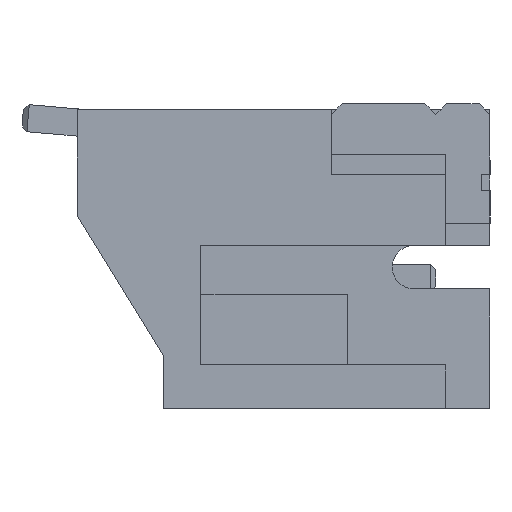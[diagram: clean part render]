
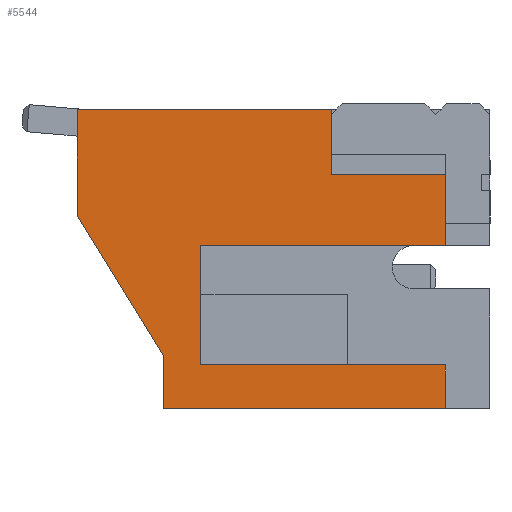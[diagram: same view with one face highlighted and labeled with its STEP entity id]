
A CAD part, left-side view. The second image highlights one B-rep face of the part: STEP entity #5544.
In plain terms, the highlighted planar face has unit normal (-1, 0, 0).
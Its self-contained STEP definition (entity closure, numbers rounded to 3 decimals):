
#53 = VERTEX_POINT ( 'NONE', #2471 ) ;
#395 = CARTESIAN_POINT ( 'NONE',  ( -0.75, 2.06, 6.14 ) ) ;
#406 = VERTEX_POINT ( 'NONE', #13852 ) ;
#527 = VECTOR ( 'NONE', #7990, 1000. ) ;
#529 = DIRECTION ( 'NONE',  ( 0., -1., 0. ) ) ;
#1074 = CARTESIAN_POINT ( 'NONE',  ( -0.75, 0.11, 6.14 ) ) ;
#1152 = ORIENTED_EDGE ( 'NONE', *, *, #9127, .T. ) ;
#1192 = DIRECTION ( 'NONE',  ( 0., 0., -1. ) ) ;
#1284 = DIRECTION ( 'NONE',  ( 0., 0.852, -0.524 ) ) ;
#1307 = VECTOR ( 'NONE', #10227, 1000. ) ;
#1380 = EDGE_CURVE ( 'NONE', #7019, #7805, #4323, .T. ) ;
#1632 = VERTEX_POINT ( 'NONE', #9869 ) ;
#1668 = EDGE_CURVE ( 'NONE', #13117, #7019, #1925, .T. ) ;
#1803 = VECTOR ( 'NONE', #7087, 1000. ) ;
#1924 = CARTESIAN_POINT ( 'NONE',  ( -0.75, 2.06, 6.14 ) ) ;
#1925 = LINE ( 'NONE', #6424, #10156 ) ;
#1958 = ORIENTED_EDGE ( 'NONE', *, *, #14203, .T. ) ;
#2195 = VERTEX_POINT ( 'NONE', #7861 ) ;
#2215 = CARTESIAN_POINT ( 'NONE',  ( -0.75, 4.66, 4.54 ) ) ;
#2381 = DIRECTION ( 'NONE',  ( 0., 0., -1. ) ) ;
#2471 = CARTESIAN_POINT ( 'NONE',  ( -0.75, 2.61, -0.64 ) ) ;
#2825 = VERTEX_POINT ( 'NONE', #13195 ) ;
#3468 = CARTESIAN_POINT ( 'NONE',  ( -0.75, 5.61, -0.64 ) ) ;
#3579 = VECTOR ( 'NONE', #8218, 1000. ) ;
#3598 = LINE ( 'NONE', #5529, #6779 ) ;
#3895 = PLANE ( 'NONE',  #9830 ) ;
#4254 = CARTESIAN_POINT ( 'NONE',  ( -0.75, 2.61, -0.64 ) ) ;
#4288 = LINE ( 'NONE', #8785, #7987 ) ;
#4323 = LINE ( 'NONE', #12347, #11759 ) ;
#4465 = CARTESIAN_POINT ( 'NONE',  ( -0.75, 5.61, -0.64 ) ) ;
#4615 = CARTESIAN_POINT ( 'NONE',  ( -0.75, 4.66, 4.54 ) ) ;
#4676 = LINE ( 'NONE', #8879, #1307 ) ;
#5026 = FACE_OUTER_BOUND ( 'NONE', #12354, .T. ) ;
#5043 = CARTESIAN_POINT ( 'NONE',  ( -0.75, 4.81, 3.86 ) ) ;
#5188 = EDGE_CURVE ( 'NONE', #6345, #13373, #9308, .T. ) ;
#5229 = ORIENTED_EDGE ( 'NONE', *, *, #11755, .T. ) ;
#5529 = CARTESIAN_POINT ( 'NONE',  ( -0.75, 2.61, 3.86 ) ) ;
#5544 = ADVANCED_FACE ( 'NONE', ( #5026 ), #3895, .F. ) ;
#5688 = CARTESIAN_POINT ( 'NONE',  ( -0.75, 2.61, 3.86 ) ) ;
#6149 = ORIENTED_EDGE ( 'NONE', *, *, #11655, .T. ) ;
#6243 = LINE ( 'NONE', #5043, #12082 ) ;
#6275 = EDGE_CURVE ( 'NONE', #53, #14540, #7845, .T. ) ;
#6345 = VERTEX_POINT ( 'NONE', #1074 ) ;
#6397 = DIRECTION ( 'NONE',  ( 0., 0., 1. ) ) ;
#6424 = CARTESIAN_POINT ( 'NONE',  ( -0.75, 5.61, 4.54 ) ) ;
#6449 = EDGE_CURVE ( 'NONE', #14540, #2195, #9251, .T. ) ;
#6779 = VECTOR ( 'NONE', #1192, 1000. ) ;
#6864 = LINE ( 'NONE', #2215, #10117 ) ;
#7019 = VERTEX_POINT ( 'NONE', #8835 ) ;
#7087 = DIRECTION ( 'NONE',  ( 0., 0., 1. ) ) ;
#7201 = ORIENTED_EDGE ( 'NONE', *, *, #1380, .T. ) ;
#7385 = ORIENTED_EDGE ( 'NONE', *, *, #1668, .T. ) ;
#7805 = VERTEX_POINT ( 'NONE', #4465 ) ;
#7845 = LINE ( 'NONE', #4254, #8661 ) ;
#7861 = CARTESIAN_POINT ( 'NONE',  ( -0.75, 1.31, 1.46 ) ) ;
#7987 = VECTOR ( 'NONE', #6397, 1000. ) ;
#7990 = DIRECTION ( 'NONE',  ( 0., -1., 0. ) ) ;
#8218 = DIRECTION ( 'NONE',  ( 0., 1., 0. ) ) ;
#8247 = VECTOR ( 'NONE', #11813, 1000. ) ;
#8409 = EDGE_CURVE ( 'NONE', #2825, #6345, #4288, .T. ) ;
#8661 = VECTOR ( 'NONE', #11218, 1000. ) ;
#8785 = CARTESIAN_POINT ( 'NONE',  ( -0.75, 0.11, 4.54 ) ) ;
#8835 = CARTESIAN_POINT ( 'NONE',  ( -0.75, 5.61, 4.54 ) ) ;
#8879 = CARTESIAN_POINT ( 'NONE',  ( -0.75, 1.31, 1.46 ) ) ;
#9010 = VERTEX_POINT ( 'NONE', #5688 ) ;
#9127 = EDGE_CURVE ( 'NONE', #7805, #406, #13680, .T. ) ;
#9251 = LINE ( 'NONE', #12568, #1803 ) ;
#9296 = DIRECTION ( 'NONE',  ( 0., -1., 0. ) ) ;
#9308 = LINE ( 'NONE', #395, #3579 ) ;
#9446 = CARTESIAN_POINT ( 'NONE',  ( -0.75, 0.11, 4.54 ) ) ;
#9464 = CARTESIAN_POINT ( 'NONE',  ( -0.75, 4.81, -0.64 ) ) ;
#9830 = AXIS2_PLACEMENT_3D ( 'NONE', #9446, #11787, #9296 ) ;
#9869 = CARTESIAN_POINT ( 'NONE',  ( -0.75, 4.81, 3.86 ) ) ;
#10117 = VECTOR ( 'NONE', #1284, 1000. ) ;
#10156 = VECTOR ( 'NONE', #10988, 1000. ) ;
#10227 = DIRECTION ( 'NONE',  ( 0., -1., 0. ) ) ;
#10988 = DIRECTION ( 'NONE',  ( 0., 1., 0. ) ) ;
#11218 = DIRECTION ( 'NONE',  ( 0., -1., 0. ) ) ;
#11262 = ORIENTED_EDGE ( 'NONE', *, *, #12480, .T. ) ;
#11279 = ORIENTED_EDGE ( 'NONE', *, *, #13718, .T. ) ;
#11383 = ORIENTED_EDGE ( 'NONE', *, *, #5188, .T. ) ;
#11570 = CARTESIAN_POINT ( 'NONE',  ( -0.75, 1.31, -0.64 ) ) ;
#11655 = EDGE_CURVE ( 'NONE', #13373, #13117, #6864, .T. ) ;
#11755 = EDGE_CURVE ( 'NONE', #2195, #2825, #4676, .T. ) ;
#11759 = VECTOR ( 'NONE', #2381, 1000. ) ;
#11787 = DIRECTION ( 'NONE',  ( 1., 0., 0. ) ) ;
#11813 = DIRECTION ( 'NONE',  ( 0., 0., 1. ) ) ;
#12082 = VECTOR ( 'NONE', #529, 1000. ) ;
#12347 = CARTESIAN_POINT ( 'NONE',  ( -0.75, 5.61, -0.64 ) ) ;
#12354 = EDGE_LOOP ( 'NONE', ( #7201, #1152, #1958, #11279, #11262, #14416, #12558, #5229, #12539, #11383, #6149, #7385 ) ) ;
#12480 = EDGE_CURVE ( 'NONE', #9010, #53, #3598, .T. ) ;
#12539 = ORIENTED_EDGE ( 'NONE', *, *, #8409, .T. ) ;
#12558 = ORIENTED_EDGE ( 'NONE', *, *, #6449, .T. ) ;
#12568 = CARTESIAN_POINT ( 'NONE',  ( -0.75, 1.31, -0.64 ) ) ;
#13117 = VERTEX_POINT ( 'NONE', #4615 ) ;
#13195 = CARTESIAN_POINT ( 'NONE',  ( -0.75, 0.11, 1.46 ) ) ;
#13373 = VERTEX_POINT ( 'NONE', #1924 ) ;
#13680 = LINE ( 'NONE', #3468, #527 ) ;
#13718 = EDGE_CURVE ( 'NONE', #1632, #9010, #6243, .T. ) ;
#13841 = LINE ( 'NONE', #9464, #8247 ) ;
#13852 = CARTESIAN_POINT ( 'NONE',  ( -0.75, 4.81, -0.64 ) ) ;
#14203 = EDGE_CURVE ( 'NONE', #406, #1632, #13841, .T. ) ;
#14416 = ORIENTED_EDGE ( 'NONE', *, *, #6275, .T. ) ;
#14540 = VERTEX_POINT ( 'NONE', #11570 ) ;
